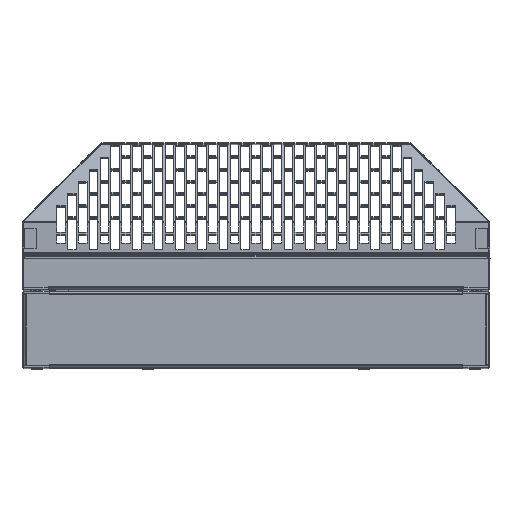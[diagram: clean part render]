
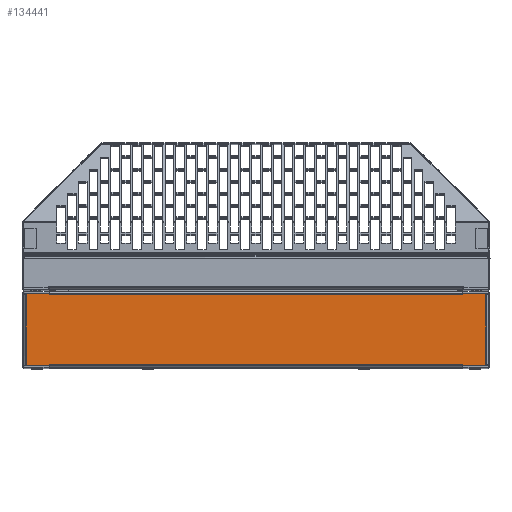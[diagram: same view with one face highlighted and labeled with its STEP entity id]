
A CAD part, top view. The second image highlights one B-rep face of the part: STEP entity #134441.
In plain terms, the highlighted face is planar.
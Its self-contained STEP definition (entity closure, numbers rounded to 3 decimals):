
#133173=DIRECTION('',(0.,0.,1.));
#133174=VECTOR('',#133173,382.);
#133175=CARTESIAN_POINT('',(-25.,-32.5,-191.));
#133176=LINE('',#133175,#133174);
#133237=DIRECTION('',(0.,0.866,-0.5));
#133238=VECTOR('',#133237,0.693);
#133239=CARTESIAN_POINT('',(-25.,-33.1,191.346));
#133240=LINE('',#133239,#133238);
#133241=DIRECTION('',(0.,-0.866,
-0.5));
#133242=VECTOR('',#133241,0.693);
#133243=CARTESIAN_POINT('',(-25.,-32.5,-191.));
#133244=LINE('',#133243,#133242);
#133245=DIRECTION('',(0.,0.,-1.));
#133246=VECTOR('',#133245,20.654);
#133247=CARTESIAN_POINT('',(-25.,-33.1,-191.346));
#133248=LINE('',#133247,#133246);
#133249=DIRECTION('',(0.,0.,1.));
#133250=VECTOR('',#133249,20.654);
#133251=CARTESIAN_POINT('',(-25.,33.1,-212.));
#133252=LINE('',#133251,#133250);
#133253=DIRECTION('',(0.,-0.866,0.5));
#133254=VECTOR('',#133253,0.693);
#133255=CARTESIAN_POINT('',(-25.,33.1,-191.346));
#133256=LINE('',#133255,#133254);
#133257=DIRECTION('',(0.,0.866,0.5));
#133258=VECTOR('',#133257,0.693);
#133259=CARTESIAN_POINT('',(-25.,32.5,191.));
#133260=LINE('',#133259,#133258);
#133261=DIRECTION('',(0.,0.,1.));
#133262=VECTOR('',#133261,20.654);
#133263=CARTESIAN_POINT('',(-25.,33.1,191.346));
#133264=LINE('',#133263,#133262);
#133265=DIRECTION('',(0.,0.,-1.));
#133266=VECTOR('',#133265,20.654);
#133267=CARTESIAN_POINT('',(-25.,-33.1,212.));
#133268=LINE('',#133267,#133266);
#133439=DIRECTION('',(0.,0.,-1.));
#133440=VECTOR('',#133439,382.);
#133441=CARTESIAN_POINT('',(-25.,32.5,191.));
#133442=LINE('',#133441,#133440);
#133758=DIRECTION('',(0.,1.,0.));
#133759=VECTOR('',#133758,66.2);
#133760=CARTESIAN_POINT('',(-25.,-33.1,212.));
#133761=LINE('',#133760,#133759);
#133787=DIRECTION('',(0.,-1.,0.));
#133788=VECTOR('',#133787,66.2);
#133789=CARTESIAN_POINT('',(-25.,33.1,-212.));
#133790=LINE('',#133789,#133788);
#133993=CARTESIAN_POINT('',(-25.,-32.5,191.));
#133994=VERTEX_POINT('',#133993);
#133999=CARTESIAN_POINT('',(-25.,-32.5,-191.));
#134000=VERTEX_POINT('',#133999);
#134025=CARTESIAN_POINT('',(-25.,-33.1,191.346));
#134026=VERTEX_POINT('',#134025);
#134027=CARTESIAN_POINT('',(-25.,-33.1,-191.346));
#134028=VERTEX_POINT('',#134027);
#134029=CARTESIAN_POINT('',(-25.,-33.1,-212.));
#134030=VERTEX_POINT('',#134029);
#134031=CARTESIAN_POINT('',(-25.,33.1,-212.));
#134032=VERTEX_POINT('',#134031);
#134033=CARTESIAN_POINT('',(-25.,33.1,-191.346));
#134034=VERTEX_POINT('',#134033);
#134035=CARTESIAN_POINT('',(-25.,32.5,-191.));
#134036=VERTEX_POINT('',#134035);
#134037=CARTESIAN_POINT('',(-25.,32.5,191.));
#134038=VERTEX_POINT('',#134037);
#134039=CARTESIAN_POINT('',(-25.,33.1,191.346));
#134040=VERTEX_POINT('',#134039);
#134041=CARTESIAN_POINT('',(-25.,33.1,212.));
#134042=VERTEX_POINT('',#134041);
#134043=CARTESIAN_POINT('',(-25.,-33.1,212.));
#134044=VERTEX_POINT('',#134043);
#134412=CARTESIAN_POINT('',(-25.,35.,-212.));
#134413=DIRECTION('',(-1.,0.,0.));
#134414=DIRECTION('',(0.,-1.,0.));
#134415=AXIS2_PLACEMENT_3D('',#134412,#134413,#134414);
#134416=PLANE('',#134415);
#134417=ORIENTED_EDGE('',*,*,#134403,.T.);
#134418=ORIENTED_EDGE('',*,*,#134318,.F.);
#134420=ORIENTED_EDGE('',*,*,#134419,.T.);
#134422=ORIENTED_EDGE('',*,*,#134421,.T.);
#134424=ORIENTED_EDGE('',*,*,#134423,.F.);
#134426=ORIENTED_EDGE('',*,*,#134425,.T.);
#134428=ORIENTED_EDGE('',*,*,#134427,.T.);
#134430=ORIENTED_EDGE('',*,*,#134429,.F.);
#134432=ORIENTED_EDGE('',*,*,#134431,.T.);
#134434=ORIENTED_EDGE('',*,*,#134433,.T.);
#134436=ORIENTED_EDGE('',*,*,#134435,.F.);
#134438=ORIENTED_EDGE('',*,*,#134437,.T.);
#134439=EDGE_LOOP('',(#134417,#134418,#134420,#134422,#134424,#134426,#134428,
#134430,#134432,#134434,#134436,#134438));
#134440=FACE_OUTER_BOUND('',#134439,.F.);
#134441=ADVANCED_FACE('',(#134440),#134416,.T.);
#134318=EDGE_CURVE('',#134000,#133994,#133176,.T.);
#134403=EDGE_CURVE('',#134026,#133994,#133240,.T.);
#134419=EDGE_CURVE('',#134000,#134028,#133244,.T.);
#134421=EDGE_CURVE('',#134028,#134030,#133248,.T.);
#134423=EDGE_CURVE('',#134032,#134030,#133790,.T.);
#134425=EDGE_CURVE('',#134032,#134034,#133252,.T.);
#134427=EDGE_CURVE('',#134034,#134036,#133256,.T.);
#134429=EDGE_CURVE('',#134038,#134036,#133442,.T.);
#134431=EDGE_CURVE('',#134038,#134040,#133260,.T.);
#134433=EDGE_CURVE('',#134040,#134042,#133264,.T.);
#134435=EDGE_CURVE('',#134044,#134042,#133761,.T.);
#134437=EDGE_CURVE('',#134044,#134026,#133268,.T.);
